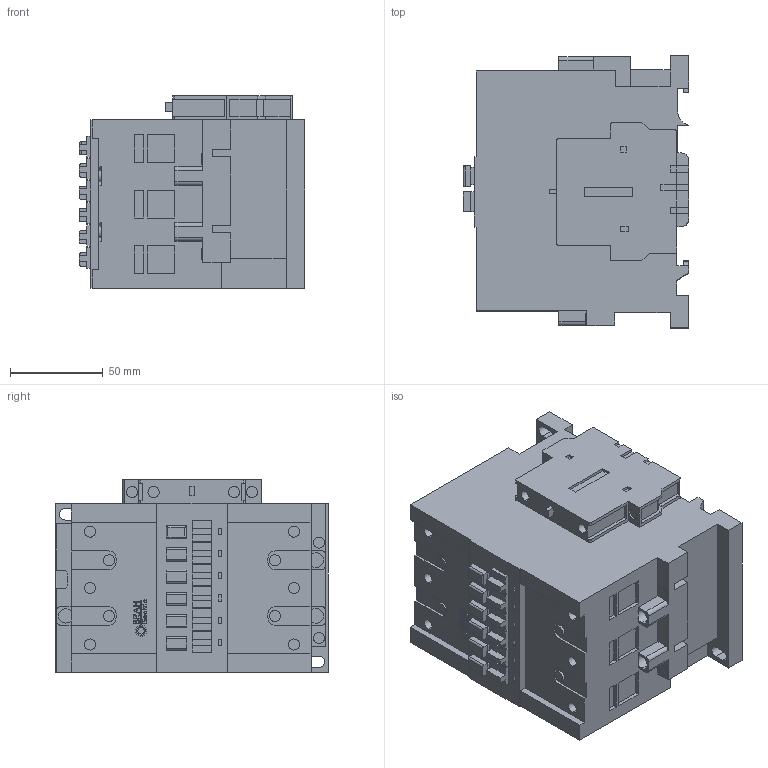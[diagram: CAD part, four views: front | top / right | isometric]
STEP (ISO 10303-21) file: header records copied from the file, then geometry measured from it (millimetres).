
FILE_DESCRIPTION (( 'STEP AP214' ), '1' );
FILE_NAME ('BA95-30-11-84.STEP', '2014-05-13T09:03:25', ( '' ), ( '' ), 'SwSTEP 2.0', 'SolidWorks 2013', '' );
FILE_SCHEMA (( 'AUTOMOTIVE_DESIGN' ));
Length unit declared in the file: millimetre
Products named in the file (1): BA95-30-11-84
Bounding box: 121.58 x 146.8 x 103.93 mm (x, y, z)
Volume: 1358147.9 mm3; surface area: 103459.9 mm2
Topology: 2 solids, 3 shells, 881 faces, 2333 edges, 1547 vertices
Faces by surface type: plane 724, cylinder 107, bspline 50
Entity records: 29446 total; most frequent: CARTESIAN_POINT 7624, ORIENTED_EDGE 4666, DIRECTION 4107, EDGE_CURVE 2333, LINE 2015, VECTOR 2015, VERTEX_POINT 1547, AXIS2_PLACEMENT_3D 1046
